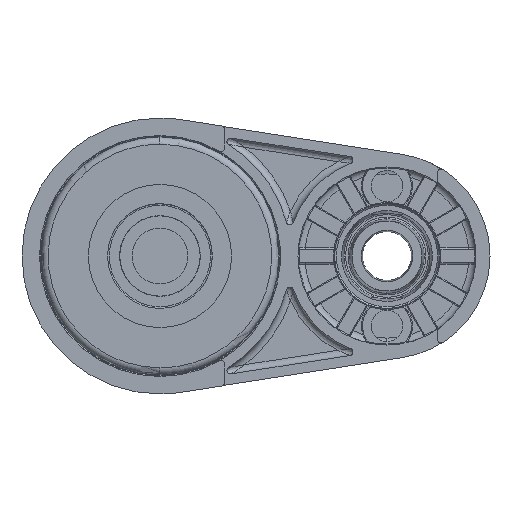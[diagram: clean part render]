
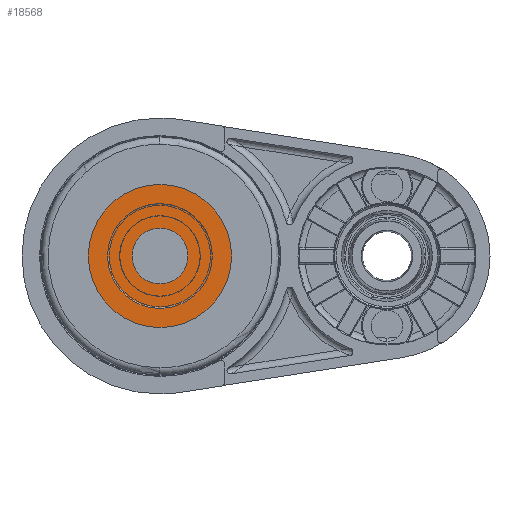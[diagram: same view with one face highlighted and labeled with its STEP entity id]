
A CAD part, front view. The second image highlights one B-rep face of the part: STEP entity #18568.
In plain terms, the highlighted planar face has unit normal (0, -1, 0).
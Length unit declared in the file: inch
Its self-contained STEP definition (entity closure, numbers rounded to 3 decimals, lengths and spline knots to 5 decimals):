
#1288 = CARTESIAN_POINT ( 'NONE',  ( 1.05333, 1.85214, 5.07434 ) ) ;
#1725 = DIRECTION ( 'NONE',  ( 0., 1., 0. ) ) ;
#1757 = DIRECTION ( 'NONE',  ( 0., -1., 0. ) ) ;
#2111 = DIRECTION ( 'NONE',  ( 0., 0., 1. ) ) ;
#3074 = ORIENTED_EDGE ( 'NONE', *, *, #9021, .F. ) ;
#5084 = AXIS2_PLACEMENT_3D ( 'NONE', #27893, #15014, #2111 ) ;
#6952 = VERTEX_POINT ( 'NONE', #23853 ) ;
#7445 = CIRCLE ( 'NONE', #5084, 0.80709 ) ;
#8460 = CARTESIAN_POINT ( 'NONE',  ( 1.05333, 1.85214, 4.26725 ) ) ;
#9021 = EDGE_CURVE ( 'NONE', #14456, #13943, #10802, .T. ) ;
#10016 = DIRECTION ( 'NONE',  ( 0., -1., 0. ) ) ;
#10426 = CARTESIAN_POINT ( 'NONE',  ( 1.05333, 1.85214, 3.95229 ) ) ;
#10626 = DIRECTION ( 'NONE',  ( 0., 0., 1. ) ) ;
#10802 = CIRCLE ( 'NONE', #24682, 0.31496 ) ;
#12366 = EDGE_CURVE ( 'NONE', #13943, #14456, #25517, .T. ) ;
#13943 = VERTEX_POINT ( 'NONE', #10426 ) ;
#14444 = PLANE ( 'NONE',  #20719 ) ;
#14456 = VERTEX_POINT ( 'NONE', #17903 ) ;
#14638 = CARTESIAN_POINT ( 'NONE',  ( 1.86041, 1.85214, 4.26725 ) ) ;
#14672 = CARTESIAN_POINT ( 'NONE',  ( 1.05333, 1.85214, 4.26725 ) ) ;
#15014 = DIRECTION ( 'NONE',  ( 0., -1., 0. ) ) ;
#16806 = DIRECTION ( 'NONE',  ( 0., 0., 1. ) ) ;
#16837 = DIRECTION ( 'NONE',  ( 0., 0., 1. ) ) ;
#17324 = EDGE_LOOP ( 'NONE', ( #3074, #19329 ) ) ;
#17903 = CARTESIAN_POINT ( 'NONE',  ( 1.05333, 1.85214, 4.58222 ) ) ;
#17914 = AXIS2_PLACEMENT_3D ( 'NONE', #22867, #10016, #25009 ) ;
#18568 = ADVANCED_FACE ( 'NONE', ( #26431, #25756 ), #14444, .F. ) ;
#18915 = ORIENTED_EDGE ( 'NONE', *, *, #27511, .T. ) ;
#19329 = ORIENTED_EDGE ( 'NONE', *, *, #12366, .F. ) ;
#19878 = ORIENTED_EDGE ( 'NONE', *, *, #26040, .T. ) ;
#20584 = CIRCLE ( 'NONE', #23621, 0.80709 ) ;
#20719 = AXIS2_PLACEMENT_3D ( 'NONE', #14638, #1725, #16806 ) ;
#22867 = CARTESIAN_POINT ( 'NONE',  ( 1.05333, 1.85214, 4.26725 ) ) ;
#23486 = DIRECTION ( 'NONE',  ( 0., -1., 0. ) ) ;
#23621 = AXIS2_PLACEMENT_3D ( 'NONE', #8460, #23486, #10626 ) ;
#23679 = VERTEX_POINT ( 'NONE', #1288 ) ;
#23853 = CARTESIAN_POINT ( 'NONE',  ( 1.05333, 1.85214, 3.46017 ) ) ;
#24682 = AXIS2_PLACEMENT_3D ( 'NONE', #14672, #1757, #16837 ) ;
#25009 = DIRECTION ( 'NONE',  ( 0., 0., 1. ) ) ;
#25517 = CIRCLE ( 'NONE', #17914, 0.31496 ) ;
#25756 = FACE_OUTER_BOUND ( 'NONE', #26773, .T. ) ;
#26040 = EDGE_CURVE ( 'NONE', #23679, #6952, #20584, .T. ) ;
#26431 = FACE_BOUND ( 'NONE', #17324, .T. ) ;
#26773 = EDGE_LOOP ( 'NONE', ( #19878, #18915 ) ) ;
#27511 = EDGE_CURVE ( 'NONE', #6952, #23679, #7445, .T. ) ;
#27893 = CARTESIAN_POINT ( 'NONE',  ( 1.05333, 1.85214, 4.26725 ) ) ;
